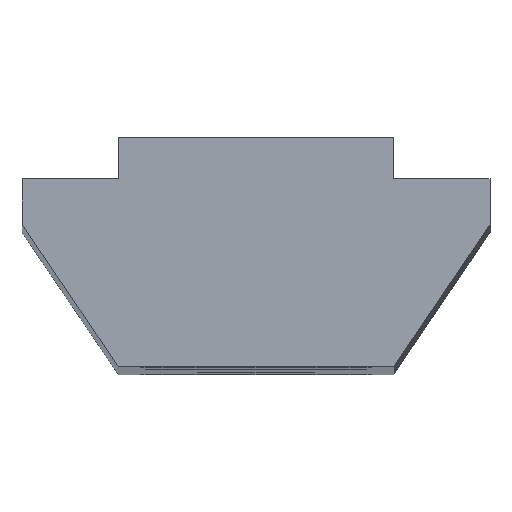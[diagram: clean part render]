
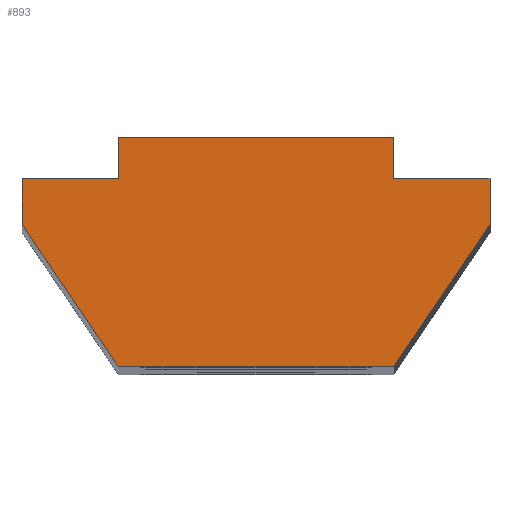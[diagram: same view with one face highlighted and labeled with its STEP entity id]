
A CAD part, top view. The second image highlights one B-rep face of the part: STEP entity #893.
In plain terms, the highlighted planar face has unit normal (0, 0, 1).
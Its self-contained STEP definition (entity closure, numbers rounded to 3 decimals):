
#21 = CARTESIAN_POINT ( 'NONE',  ( -3., -5., 50. ) ) ;
#25 = VECTOR ( 'NONE', #165, 1000. ) ;
#54 = CARTESIAN_POINT ( 'NONE',  ( -5.1, -0.9, 50. ) ) ;
#56 = EDGE_CURVE ( 'NONE', #696, #976, #329, .T. ) ;
#73 = CARTESIAN_POINT ( 'NONE',  ( 3., -0.9, 50. ) ) ;
#76 = FACE_OUTER_BOUND ( 'NONE', #571, .T. ) ;
#84 = ORIENTED_EDGE ( 'NONE', *, *, #304, .T. ) ;
#86 = EDGE_CURVE ( 'NONE', #733, #725, #1024, .T. ) ;
#163 = CARTESIAN_POINT ( 'NONE',  ( 3., -5., 50. ) ) ;
#165 = DIRECTION ( 'NONE',  ( 0., -1., 0. ) ) ;
#168 = CARTESIAN_POINT ( 'NONE',  ( -5.1, -1.9, 50. ) ) ;
#174 = VECTOR ( 'NONE', #670, 1000. ) ;
#189 = LINE ( 'NONE', #1129, #449 ) ;
#191 = VECTOR ( 'NONE', #904, 1000. ) ;
#201 = LINE ( 'NONE', #21, #191 ) ;
#218 = EDGE_CURVE ( 'NONE', #725, #270, #758, .T. ) ;
#230 = ORIENTED_EDGE ( 'NONE', *, *, #56, .T. ) ;
#232 = LINE ( 'NONE', #934, #1088 ) ;
#248 = CARTESIAN_POINT ( 'NONE',  ( -5.1, -0.9, 50. ) ) ;
#250 = EDGE_CURVE ( 'NONE', #976, #733, #312, .T. ) ;
#263 = VECTOR ( 'NONE', #611, 1000. ) ;
#264 = ORIENTED_EDGE ( 'NONE', *, *, #1037, .T. ) ;
#270 = VERTEX_POINT ( 'NONE', #248 ) ;
#283 = CARTESIAN_POINT ( 'NONE',  ( 5.1, -0.9, 50. ) ) ;
#304 = EDGE_CURVE ( 'NONE', #718, #350, #1115, .T. ) ;
#312 = LINE ( 'NONE', #607, #174 ) ;
#329 = LINE ( 'NONE', #592, #339 ) ;
#339 = VECTOR ( 'NONE', #691, 1000. ) ;
#344 = VERTEX_POINT ( 'NONE', #163 ) ;
#350 = VERTEX_POINT ( 'NONE', #489 ) ;
#351 = EDGE_CURVE ( 'NONE', #270, #718, #414, .T. ) ;
#354 = ORIENTED_EDGE ( 'NONE', *, *, #218, .T. ) ;
#368 = ORIENTED_EDGE ( 'NONE', *, *, #250, .T. ) ;
#375 = CARTESIAN_POINT ( 'NONE',  ( -3., -0.9, 50. ) ) ;
#385 = DIRECTION ( 'NONE',  ( -1., 0., 0. ) ) ;
#392 = VECTOR ( 'NONE', #754, 1000. ) ;
#414 = LINE ( 'NONE', #54, #730 ) ;
#430 = CARTESIAN_POINT ( 'NONE',  ( 0., 0., 50. ) ) ;
#449 = VECTOR ( 'NONE', #625, 1000. ) ;
#489 = CARTESIAN_POINT ( 'NONE',  ( -3., -5., 50. ) ) ;
#498 = VERTEX_POINT ( 'NONE', #811 ) ;
#546 = ORIENTED_EDGE ( 'NONE', *, *, #86, .T. ) ;
#563 = CARTESIAN_POINT ( 'NONE',  ( 3., -0.9, 50. ) ) ;
#571 = EDGE_LOOP ( 'NONE', ( #546, #354, #882, #84, #936, #799, #932, #264, #230, #368 ) ) ;
#592 = CARTESIAN_POINT ( 'NONE',  ( 3., 0., 50. ) ) ;
#607 = CARTESIAN_POINT ( 'NONE',  ( 3., 0., 50. ) ) ;
#611 = DIRECTION ( 'NONE',  ( 0.561, -0.828, 0. ) ) ;
#625 = DIRECTION ( 'NONE',  ( 0., 1., 0. ) ) ;
#670 = DIRECTION ( 'NONE',  ( -1., 0., 0. ) ) ;
#673 = VECTOR ( 'NONE', #385, 1000. ) ;
#681 = CARTESIAN_POINT ( 'NONE',  ( -3., -0.9, 50. ) ) ;
#691 = DIRECTION ( 'NONE',  ( 0., 1., 0. ) ) ;
#696 = VERTEX_POINT ( 'NONE', #73 ) ;
#717 = EDGE_CURVE ( 'NONE', #344, #498, #232, .T. ) ;
#718 = VERTEX_POINT ( 'NONE', #1096 ) ;
#725 = VERTEX_POINT ( 'NONE', #681 ) ;
#730 = VECTOR ( 'NONE', #1021, 1000. ) ;
#733 = VERTEX_POINT ( 'NONE', #868 ) ;
#754 = DIRECTION ( 'NONE',  ( -1., 0., 0. ) ) ;
#758 = LINE ( 'NONE', #375, #392 ) ;
#769 = CARTESIAN_POINT ( 'NONE',  ( -3., 0., 50. ) ) ;
#799 = ORIENTED_EDGE ( 'NONE', *, *, #717, .T. ) ;
#802 = PLANE ( 'NONE',  #1074 ) ;
#811 = CARTESIAN_POINT ( 'NONE',  ( 5.1, -1.9, 50. ) ) ;
#815 = DIRECTION ( 'NONE',  ( 0., 0., -1. ) ) ;
#833 = LINE ( 'NONE', #563, #673 ) ;
#868 = CARTESIAN_POINT ( 'NONE',  ( -3., 0., 50. ) ) ;
#882 = ORIENTED_EDGE ( 'NONE', *, *, #351, .T. ) ;
#893 = ADVANCED_FACE ( 'NONE', ( #76 ), #802, .F. ) ;
#904 = DIRECTION ( 'NONE',  ( 1., 0., 0. ) ) ;
#921 = EDGE_CURVE ( 'NONE', #498, #1000, #189, .T. ) ;
#932 = ORIENTED_EDGE ( 'NONE', *, *, #921, .T. ) ;
#934 = CARTESIAN_POINT ( 'NONE',  ( 5.1, -1.9, 50. ) ) ;
#936 = ORIENTED_EDGE ( 'NONE', *, *, #1106, .T. ) ;
#964 = CARTESIAN_POINT ( 'NONE',  ( 3., 0., 50. ) ) ;
#976 = VERTEX_POINT ( 'NONE', #964 ) ;
#1000 = VERTEX_POINT ( 'NONE', #283 ) ;
#1021 = DIRECTION ( 'NONE',  ( 0., -1., 0. ) ) ;
#1024 = LINE ( 'NONE', #769, #25 ) ;
#1031 = DIRECTION ( 'NONE',  ( 0.561, 0.828, 0. ) ) ;
#1037 = EDGE_CURVE ( 'NONE', #1000, #696, #833, .T. ) ;
#1062 = DIRECTION ( 'NONE',  ( -1., 0., 0. ) ) ;
#1074 = AXIS2_PLACEMENT_3D ( 'NONE', #430, #815, #1062 ) ;
#1088 = VECTOR ( 'NONE', #1031, 1000. ) ;
#1096 = CARTESIAN_POINT ( 'NONE',  ( -5.1, -1.9, 50. ) ) ;
#1106 = EDGE_CURVE ( 'NONE', #350, #344, #201, .T. ) ;
#1115 = LINE ( 'NONE', #168, #263 ) ;
#1129 = CARTESIAN_POINT ( 'NONE',  ( 5.1, -0.9, 50. ) ) ;
